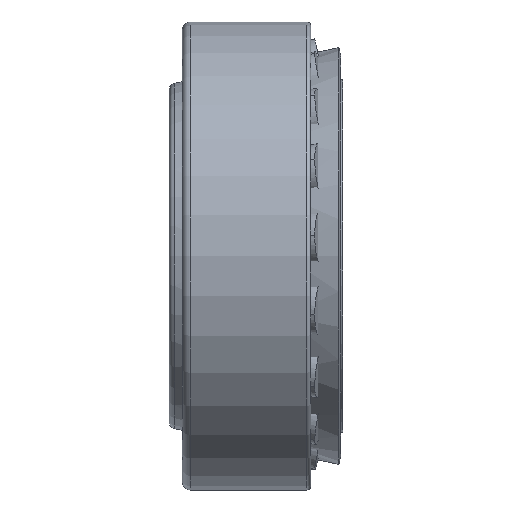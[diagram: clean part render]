
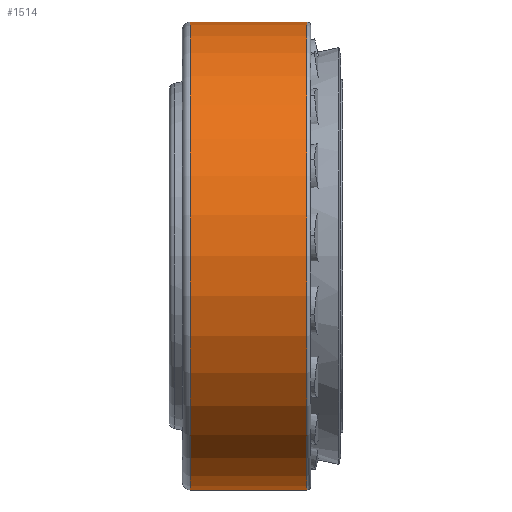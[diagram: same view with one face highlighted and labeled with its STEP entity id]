
A CAD part, top view. The second image highlights one B-rep face of the part: STEP entity #1514.
In plain terms, the highlighted cylindrical face has radius 31 mm (diameter 62 mm), a partial arc.
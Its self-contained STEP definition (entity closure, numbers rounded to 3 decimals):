
#1514=ADVANCED_FACE('',(#3025),#3026,.T.);
#3025=FACE_OUTER_BOUND('',#4547,.T.);
#3026=CYLINDRICAL_SURFACE('',#4548,31.0);
#4547=EDGE_LOOP('',(#8714,#8715,#8716,#8717));
#4548=AXIS2_PLACEMENT_3D('',#8718,#8719,#8720);
#8714=ORIENTED_EDGE('',*,*,#9679,.T.);
#8715=ORIENTED_EDGE('',*,*,#10359,.F.);
#8716=ORIENTED_EDGE('',*,*,#9681,.T.);
#8717=ORIENTED_EDGE('',*,*,#10357,.T.);
#8718=CARTESIAN_POINT('',(7.505,0.0,0.0));
#8719=DIRECTION('',(1.0,0.0,0.0));
#8720=DIRECTION('',(0.0,1.0,0.));
#9679=EDGE_CURVE('',#11737,#11728,#11738,.T.);
#9681=EDGE_CURVE('',#11731,#11739,#11741,.T.);
#10357=EDGE_CURVE('',#11739,#11737,#12743,.T.);
#10359=EDGE_CURVE('',#11731,#11728,#12745,.T.);
#11728=VERTEX_POINT('',#14620);
#11731=VERTEX_POINT('',#14623);
#11737=VERTEX_POINT('',#14629);
#11738=LINE('',#14630,#14631);
#11739=VERTEX_POINT('',#14632);
#11741=LINE('',#14634,#14635);
#12743=CIRCLE('',#16087,31.0);
#12745=CIRCLE('',#16089,31.0);
#14620=CARTESIAN_POINT('',(-0.23,31.0,0.));
#14623=CARTESIAN_POINT('',(-0.23,-31.0,0.));
#14629=CARTESIAN_POINT('',(15.24,31.0,0.));
#14630=CARTESIAN_POINT('',(7.505,31.0,0.));
#14631=VECTOR('',#17030,1.0);
#14632=CARTESIAN_POINT('',(15.24,-31.0,0.));
#14634=CARTESIAN_POINT('',(7.505,-31.0,0.));
#14635=VECTOR('',#17034,1.0);
#16087=AXIS2_PLACEMENT_3D('',#17608,#17609,#17610);
#16089=AXIS2_PLACEMENT_3D('',#17611,#17612,#17613);
#17030=DIRECTION('',(-1.0,0.0,0.0));
#17034=DIRECTION('',(1.0,0.0,0.0));
#17608=CARTESIAN_POINT('',(15.24,0.0,0.0));
#17609=DIRECTION('',(-1.0,0.0,0.0));
#17610=DIRECTION('',(0.0,1.0,0.));
#17611=CARTESIAN_POINT('',(-0.23,0.0,0.0));
#17612=DIRECTION('',(-1.0,0.0,0.0));
#17613=DIRECTION('',(0.0,1.0,0.));
